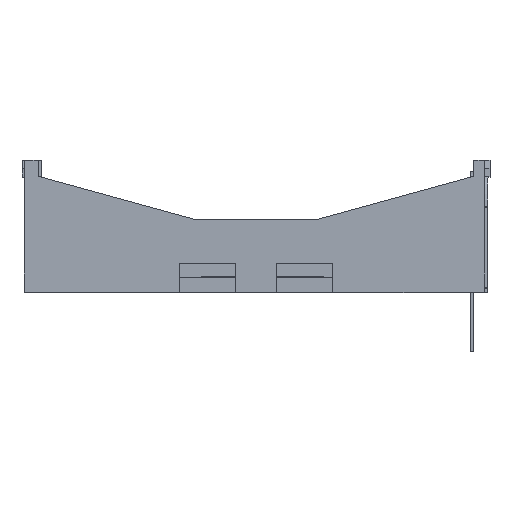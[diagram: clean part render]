
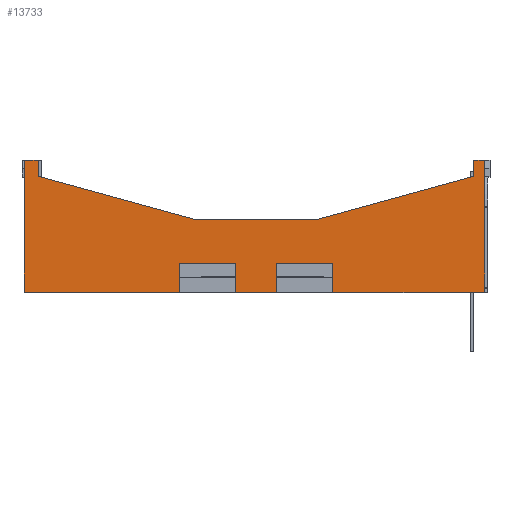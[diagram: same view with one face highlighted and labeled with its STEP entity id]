
A CAD part, top view. The second image highlights one B-rep face of the part: STEP entity #13733.
In plain terms, the highlighted planar face has unit normal (0, 0, 1).
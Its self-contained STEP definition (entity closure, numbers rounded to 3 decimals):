
#183 = LINE ( 'NONE', #2244, #16205 ) ;
#189 = ORIENTED_EDGE ( 'NONE', *, *, #5075, .F. ) ;
#224 = DIRECTION ( 'NONE',  ( -1., 0., 0. ) ) ;
#547 = CARTESIAN_POINT ( 'NONE',  ( -2.5, 0., 8.049 ) ) ;
#642 = EDGE_CURVE ( 'NONE', #11778, #3435, #183, .T. ) ;
#743 = EDGE_CURVE ( 'NONE', #6791, #12827, #19113, .T. ) ;
#1406 = LINE ( 'NONE', #20233, #12347 ) ;
#1450 = CARTESIAN_POINT ( 'NONE',  ( 27.01, 16.38, 8.049 ) ) ;
#1599 = ORIENTED_EDGE ( 'NONE', *, *, #12671, .F. ) ;
#1851 = VECTOR ( 'NONE', #11604, 1000. ) ;
#2244 = CARTESIAN_POINT ( 'NONE',  ( 0., 0., 8.049 ) ) ;
#2508 = VERTEX_POINT ( 'NONE', #20681 ) ;
#2778 = CARTESIAN_POINT ( 'NONE',  ( 9.5, 0., 8.049 ) ) ;
#3026 = EDGE_CURVE ( 'NONE', #3435, #19071, #18404, .T. ) ;
#3080 = LINE ( 'NONE', #12650, #21203 ) ;
#3127 = EDGE_CURVE ( 'NONE', #13277, #12929, #14388, .T. ) ;
#3435 = VERTEX_POINT ( 'NONE', #17967 ) ;
#3598 = ORIENTED_EDGE ( 'NONE', *, *, #743, .T. ) ;
#3620 = VECTOR ( 'NONE', #19720, 1000. ) ;
#3674 = ORIENTED_EDGE ( 'NONE', *, *, #14346, .T. ) ;
#3869 = LINE ( 'NONE', #6678, #16942 ) ;
#3899 = EDGE_CURVE ( 'NONE', #20367, #21241, #16214, .T. ) ;
#4580 = CARTESIAN_POINT ( 'NONE',  ( 9.5, 3.5, 8.049 ) ) ;
#4650 = VERTEX_POINT ( 'NONE', #1450 ) ;
#4837 = LINE ( 'NONE', #8296, #5931 ) ;
#5075 = EDGE_CURVE ( 'NONE', #20952, #13117, #11077, .T. ) ;
#5406 = LINE ( 'NONE', #9617, #21936 ) ;
#5845 = CARTESIAN_POINT ( 'NONE',  ( -9.5, 3.5, 8.049 ) ) ;
#5931 = VECTOR ( 'NONE', #21944, 1000. ) ;
#5986 = ORIENTED_EDGE ( 'NONE', *, *, #17315, .T. ) ;
#6090 = DIRECTION ( 'NONE',  ( 0., 1., 0. ) ) ;
#6370 = VECTOR ( 'NONE', #18217, 1000. ) ;
#6372 = DIRECTION ( 'NONE',  ( 1., 0., 0. ) ) ;
#6474 = DIRECTION ( 'NONE',  ( 1., 0., 0. ) ) ;
#6528 = LINE ( 'NONE', #9106, #19305 ) ;
#6678 = CARTESIAN_POINT ( 'NONE',  ( 0., 9., 8.049 ) ) ;
#6791 = VERTEX_POINT ( 'NONE', #11267 ) ;
#6802 = EDGE_CURVE ( 'NONE', #12929, #6791, #5406, .T. ) ;
#6870 = AXIS2_PLACEMENT_3D ( 'NONE', #15369, #13511, #224 ) ;
#7322 = ORIENTED_EDGE ( 'NONE', *, *, #17493, .F. ) ;
#7376 = ORIENTED_EDGE ( 'NONE', *, *, #9822, .T. ) ;
#7529 = CARTESIAN_POINT ( 'NONE',  ( 0., 3.5, 8.049 ) ) ;
#7776 = CARTESIAN_POINT ( 'NONE',  ( 28.36, 0., 8.049 ) ) ;
#7901 = CARTESIAN_POINT ( 'NONE',  ( 1.775, 6.446, 8.049 ) ) ;
#8110 = CARTESIAN_POINT ( 'NONE',  ( -27.01, 16.38, 8.049 ) ) ;
#8233 = VECTOR ( 'NONE', #19619, 1000. ) ;
#8267 = EDGE_CURVE ( 'NONE', #16091, #12827, #6528, .T. ) ;
#8296 = CARTESIAN_POINT ( 'NONE',  ( -1.775, 6.446, 8.049 ) ) ;
#8368 = DIRECTION ( 'NONE',  ( 0., 1., 0. ) ) ;
#8560 = EDGE_CURVE ( 'NONE', #21241, #8831, #1406, .T. ) ;
#8831 = VERTEX_POINT ( 'NONE', #8110 ) ;
#9106 = CARTESIAN_POINT ( 'NONE',  ( 9.5, 16.38, 8.049 ) ) ;
#9551 = VECTOR ( 'NONE', #6474, 1000. ) ;
#9617 = CARTESIAN_POINT ( 'NONE',  ( 2.5, 16.38, 8.049 ) ) ;
#9822 = EDGE_CURVE ( 'NONE', #2508, #11564, #4837, .T. ) ;
#9833 = ORIENTED_EDGE ( 'NONE', *, *, #14739, .T. ) ;
#9921 = LINE ( 'NONE', #20798, #18779 ) ;
#10016 = VECTOR ( 'NONE', #11022, 1000. ) ;
#10042 = ORIENTED_EDGE ( 'NONE', *, *, #21094, .F. ) ;
#10167 = ORIENTED_EDGE ( 'NONE', *, *, #8267, .F. ) ;
#10225 = VECTOR ( 'NONE', #20406, 1000. ) ;
#10290 = CARTESIAN_POINT ( 'NONE',  ( 7.5, 9., 8.049 ) ) ;
#10556 = DIRECTION ( 'NONE',  ( 1., 0., 0. ) ) ;
#11022 = DIRECTION ( 'NONE',  ( 1., 0., 0. ) ) ;
#11077 = LINE ( 'NONE', #7776, #3620 ) ;
#11236 = LINE ( 'NONE', #21945, #16577 ) ;
#11267 = CARTESIAN_POINT ( 'NONE',  ( 2.5, 3.5, 8.049 ) ) ;
#11329 = CARTESIAN_POINT ( 'NONE',  ( 0., 0., 8.049 ) ) ;
#11564 = VERTEX_POINT ( 'NONE', #10290 ) ;
#11572 = ORIENTED_EDGE ( 'NONE', *, *, #11628, .T. ) ;
#11604 = DIRECTION ( 'NONE',  ( 1., 0., 0. ) ) ;
#11628 = EDGE_CURVE ( 'NONE', #4650, #2508, #17821, .T. ) ;
#11778 = VERTEX_POINT ( 'NONE', #13290 ) ;
#12176 = CARTESIAN_POINT ( 'NONE',  ( -27.01, 14.372, 8.049 ) ) ;
#12347 = VECTOR ( 'NONE', #20012, 1000. ) ;
#12650 = CARTESIAN_POINT ( 'NONE',  ( 0., 16.38, 8.049 ) ) ;
#12671 = EDGE_CURVE ( 'NONE', #16294, #8831, #3080, .T. ) ;
#12827 = VERTEX_POINT ( 'NONE', #4580 ) ;
#12929 = VERTEX_POINT ( 'NONE', #21715 ) ;
#12965 = EDGE_CURVE ( 'NONE', #11564, #20367, #3869, .T. ) ;
#13026 = VECTOR ( 'NONE', #17162, 1000. ) ;
#13102 = CARTESIAN_POINT ( 'NONE',  ( 0., 3.5, 8.049 ) ) ;
#13117 = VERTEX_POINT ( 'NONE', #18822 ) ;
#13271 = CARTESIAN_POINT ( 'NONE',  ( 0., 16.38, 8.049 ) ) ;
#13277 = VERTEX_POINT ( 'NONE', #547 ) ;
#13290 = CARTESIAN_POINT ( 'NONE',  ( -28.74, 0., 8.049 ) ) ;
#13394 = DIRECTION ( 'NONE',  ( -1., 0., 0. ) ) ;
#13511 = DIRECTION ( 'NONE',  ( 0., 0., -1. ) ) ;
#13555 = ORIENTED_EDGE ( 'NONE', *, *, #12965, .T. ) ;
#13604 = CARTESIAN_POINT ( 'NONE',  ( -28.74, 16.38, 8.049 ) ) ;
#13733 = ADVANCED_FACE ( 'NONE', ( #15107 ), #18725, .F. ) ;
#14346 = EDGE_CURVE ( 'NONE', #16294, #11778, #21992, .T. ) ;
#14388 = LINE ( 'NONE', #11329, #18650 ) ;
#14457 = ORIENTED_EDGE ( 'NONE', *, *, #3899, .T. ) ;
#14739 = EDGE_CURVE ( 'NONE', #16091, #13117, #9921, .T. ) ;
#15107 = FACE_OUTER_BOUND ( 'NONE', #17563, .T. ) ;
#15139 = ORIENTED_EDGE ( 'NONE', *, *, #6802, .T. ) ;
#15369 = CARTESIAN_POINT ( 'NONE',  ( 0., 16.38, 8.049 ) ) ;
#15436 = ORIENTED_EDGE ( 'NONE', *, *, #642, .T. ) ;
#16091 = VERTEX_POINT ( 'NONE', #2778 ) ;
#16205 = VECTOR ( 'NONE', #19102, 1000. ) ;
#16214 = LINE ( 'NONE', #7901, #6370 ) ;
#16294 = VERTEX_POINT ( 'NONE', #13604 ) ;
#16577 = VECTOR ( 'NONE', #8368, 1000. ) ;
#16800 = LINE ( 'NONE', #13102, #9551 ) ;
#16942 = VECTOR ( 'NONE', #13394, 1000. ) ;
#17162 = DIRECTION ( 'NONE',  ( 0., -1., 0. ) ) ;
#17315 = EDGE_CURVE ( 'NONE', #19071, #17456, #16800, .T. ) ;
#17319 = CARTESIAN_POINT ( 'NONE',  ( 27.01, 0., 8.049 ) ) ;
#17456 = VERTEX_POINT ( 'NONE', #20553 ) ;
#17493 = EDGE_CURVE ( 'NONE', #4650, #20952, #22101, .T. ) ;
#17563 = EDGE_LOOP ( 'NONE', ( #189, #7322, #11572, #7376, #13555, #14457, #20786, #1599, #3674, #15436, #21608, #5986, #10042, #18786, #15139, #3598, #10167, #9833 ) ) ;
#17711 = DIRECTION ( 'NONE',  ( 0., 1., 0. ) ) ;
#17803 = DIRECTION ( 'NONE',  ( 1., 0., 0. ) ) ;
#17821 = LINE ( 'NONE', #17319, #13026 ) ;
#17935 = CARTESIAN_POINT ( 'NONE',  ( -7.5, 9., 8.049 ) ) ;
#17967 = CARTESIAN_POINT ( 'NONE',  ( -9.5, 0., 8.049 ) ) ;
#18217 = DIRECTION ( 'NONE',  ( -0.964, 0.265, 0. ) ) ;
#18397 = CARTESIAN_POINT ( 'NONE',  ( 28.36, 16.38, 8.049 ) ) ;
#18404 = LINE ( 'NONE', #19776, #8233 ) ;
#18650 = VECTOR ( 'NONE', #6372, 1000. ) ;
#18725 = PLANE ( 'NONE',  #6870 ) ;
#18779 = VECTOR ( 'NONE', #10556, 1000. ) ;
#18786 = ORIENTED_EDGE ( 'NONE', *, *, #3127, .T. ) ;
#18822 = CARTESIAN_POINT ( 'NONE',  ( 28.36, 0., 8.049 ) ) ;
#19071 = VERTEX_POINT ( 'NONE', #5845 ) ;
#19102 = DIRECTION ( 'NONE',  ( 1., 0., 0. ) ) ;
#19113 = LINE ( 'NONE', #7529, #10016 ) ;
#19305 = VECTOR ( 'NONE', #17711, 1000. ) ;
#19619 = DIRECTION ( 'NONE',  ( 0., 1., 0. ) ) ;
#19720 = DIRECTION ( 'NONE',  ( 0., -1., 0. ) ) ;
#19776 = CARTESIAN_POINT ( 'NONE',  ( -9.5, 16.38, 8.049 ) ) ;
#20012 = DIRECTION ( 'NONE',  ( 0., 1., 0. ) ) ;
#20233 = CARTESIAN_POINT ( 'NONE',  ( -27.01, 0., 8.049 ) ) ;
#20367 = VERTEX_POINT ( 'NONE', #17935 ) ;
#20406 = DIRECTION ( 'NONE',  ( 0., -1., 0. ) ) ;
#20474 = CARTESIAN_POINT ( 'NONE',  ( -28.74, 16.38, 8.049 ) ) ;
#20553 = CARTESIAN_POINT ( 'NONE',  ( -2.5, 3.5, 8.049 ) ) ;
#20681 = CARTESIAN_POINT ( 'NONE',  ( 27.01, 14.372, 8.049 ) ) ;
#20786 = ORIENTED_EDGE ( 'NONE', *, *, #8560, .T. ) ;
#20798 = CARTESIAN_POINT ( 'NONE',  ( 0., 0., 8.049 ) ) ;
#20952 = VERTEX_POINT ( 'NONE', #18397 ) ;
#21094 = EDGE_CURVE ( 'NONE', #13277, #17456, #11236, .T. ) ;
#21203 = VECTOR ( 'NONE', #17803, 1000. ) ;
#21241 = VERTEX_POINT ( 'NONE', #12176 ) ;
#21608 = ORIENTED_EDGE ( 'NONE', *, *, #3026, .T. ) ;
#21715 = CARTESIAN_POINT ( 'NONE',  ( 2.5, 0., 8.049 ) ) ;
#21936 = VECTOR ( 'NONE', #6090, 1000. ) ;
#21944 = DIRECTION ( 'NONE',  ( -0.964, -0.265, 0. ) ) ;
#21945 = CARTESIAN_POINT ( 'NONE',  ( -2.5, 16.38, 8.049 ) ) ;
#21992 = LINE ( 'NONE', #20474, #10225 ) ;
#22101 = LINE ( 'NONE', #13271, #1851 ) ;
